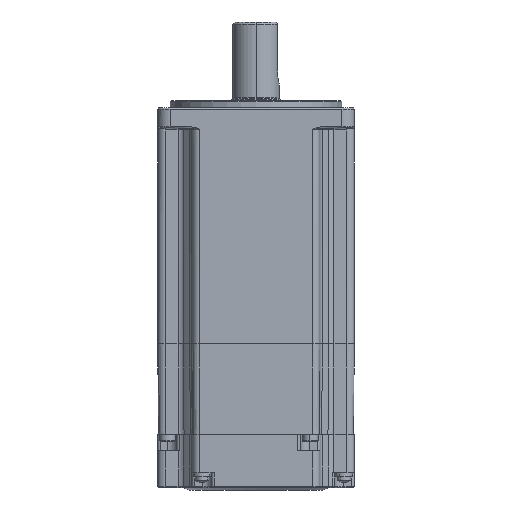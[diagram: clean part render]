
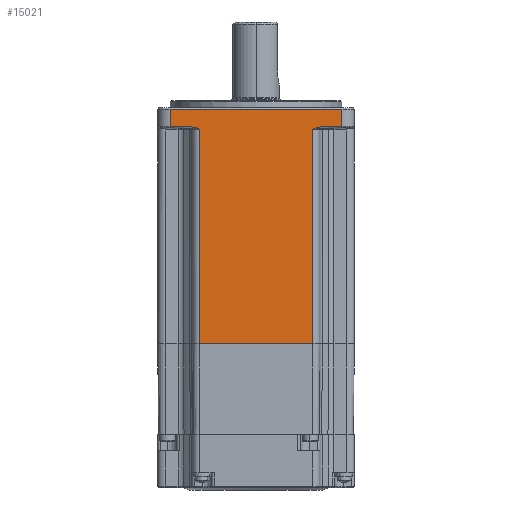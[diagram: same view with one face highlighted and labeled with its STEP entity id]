
A CAD part, front view. The second image highlights one B-rep face of the part: STEP entity #15021.
In plain terms, the highlighted planar face has unit normal (0, -1, 0).
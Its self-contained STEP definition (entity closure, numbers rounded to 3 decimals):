
#702 = LINE ( 'NONE', #12994, #12024 ) ;
#1079 = DIRECTION ( 'NONE',  ( 0., 0., 1. ) ) ;
#1184 = DIRECTION ( 'NONE',  ( 1., 0., -0.017 ) ) ;
#1437 = CARTESIAN_POINT ( 'NONE',  ( -35., -40., 7.5 ) ) ;
#1784 = ORIENTED_EDGE ( 'NONE', *, *, #23256, .T. ) ;
#2017 = CARTESIAN_POINT ( 'NONE',  ( 24.985, -40., 0.201 ) ) ;
#2088 = CARTESIAN_POINT ( 'NONE',  ( -35., -40., 7.5 ) ) ;
#2564 = DIRECTION ( 'NONE',  ( -1., 0., 0. ) ) ;
#2626 = VECTOR ( 'NONE', #2564, 1000. ) ;
#4691 = CARTESIAN_POINT ( 'NONE',  ( 24.346, -40., -0.012 ) ) ;
#4804 = CARTESIAN_POINT ( 'NONE',  ( 35., -40., 8. ) ) ;
#5010 = VERTEX_POINT ( 'NONE', #24941 ) ;
#5106 = CARTESIAN_POINT ( 'NONE',  ( 0., -40., 8. ) ) ;
#5336 = VERTEX_POINT ( 'NONE', #28009 ) ;
#6853 = VECTOR ( 'NONE', #19263, 1000. ) ;
#6875 = AXIS2_PLACEMENT_3D ( 'NONE', #5106, #11475, #10692 ) ;
#7170 = DIRECTION ( 'NONE',  ( 0., 0., -1. ) ) ;
#7292 = CARTESIAN_POINT ( 'NONE',  ( -25.432, -40., 0.246 ) ) ;
#7675 = CARTESIAN_POINT ( 'NONE',  ( -24.985, -40., 0.201 ) ) ;
#7868 = ORIENTED_EDGE ( 'NONE', *, *, #18500, .T. ) ;
#8935 = VERTEX_POINT ( 'NONE', #29341 ) ;
#9069 = CARTESIAN_POINT ( 'NONE',  ( -35., -40., 0.413 ) ) ;
#9455 = LINE ( 'NONE', #27336, #27609 ) ;
#9914 = LINE ( 'NONE', #30101, #31598 ) ;
#10184 = CARTESIAN_POINT ( 'NONE',  ( -24.554, -40., 0.075 ) ) ;
#10212 = VERTEX_POINT ( 'NONE', #20175 ) ;
#10526 = EDGE_CURVE ( 'NONE', #5010, #26323, #30107, .T. ) ;
#10692 = DIRECTION ( 'NONE',  ( 0., 0., 1. ) ) ;
#10853 = LINE ( 'NONE', #34886, #2626 ) ;
#10862 = VECTOR ( 'NONE', #13927, 1000. ) ;
#11475 = DIRECTION ( 'NONE',  ( 0., 1., 0. ) ) ;
#12024 = VECTOR ( 'NONE', #1079, 1000. ) ;
#12126 = VECTOR ( 'NONE', #21482, 1000. ) ;
#12186 = ORIENTED_EDGE ( 'NONE', *, *, #19204, .T. ) ;
#12335 = CARTESIAN_POINT ( 'NONE',  ( -23., -40., -88. ) ) ;
#12994 = CARTESIAN_POINT ( 'NONE',  ( 23., -40., 8. ) ) ;
#13131 = LINE ( 'NONE', #30630, #25665 ) ;
#13737 = CARTESIAN_POINT ( 'NONE',  ( 35., -40., 0.413 ) ) ;
#13747 = CARTESIAN_POINT ( 'NONE',  ( 25.205, -40., 0.242 ) ) ;
#13856 = LINE ( 'NONE', #4804, #6853 ) ;
#13898 = ORIENTED_EDGE ( 'NONE', *, *, #37516, .T. ) ;
#13927 = DIRECTION ( 'NONE',  ( 0., 0., -1. ) ) ;
#14734 = B_SPLINE_CURVE_WITH_KNOTS ( 'NONE', 3,
 ( #7292, #15969, #7675, #10184, #21940, #36907, #22133, #30942 ),
 .UNSPECIFIED., .F., .F.,
 ( 4, 2, 2, 4 ),
 ( 0., 0.001, 0.001, 0.003 ),
 .UNSPECIFIED. ) ;
#14881 = EDGE_CURVE ( 'NONE', #15731, #5010, #13856, .T. ) ;
#15021 = ADVANCED_FACE ( 'NONE', ( #22455 ), #31279, .F. ) ;
#15633 = EDGE_CURVE ( 'NONE', #5336, #24704, #10853, .T. ) ;
#15731 = VERTEX_POINT ( 'NONE', #13737 ) ;
#15969 = CARTESIAN_POINT ( 'NONE',  ( -25.205, -40., 0.242 ) ) ;
#16388 = ORIENTED_EDGE ( 'NONE', *, *, #35129, .T. ) ;
#16794 = ORIENTED_EDGE ( 'NONE', *, *, #21508, .T. ) ;
#16869 = ORIENTED_EDGE ( 'NONE', *, *, #28155, .T. ) ;
#17742 = VERTEX_POINT ( 'NONE', #36548 ) ;
#18500 = EDGE_CURVE ( 'NONE', #5336, #8935, #702, .T. ) ;
#18579 = DIRECTION ( 'NONE',  ( 1., 0., 0.017 ) ) ;
#19159 = B_SPLINE_CURVE_WITH_KNOTS ( 'NONE', 3,
 ( #25136, #31044, #28392, #4691, #19544, #2017, #13747, #25506 ),
 .UNSPECIFIED., .F., .F.,
 ( 4, 2, 2, 4 ),
 ( 0., 0.001, 0.002, 0.003 ),
 .UNSPECIFIED. ) ;
#19204 = EDGE_CURVE ( 'NONE', #10212, #17742, #14734, .T. ) ;
#19263 = DIRECTION ( 'NONE',  ( 0., 0., 1. ) ) ;
#19544 = CARTESIAN_POINT ( 'NONE',  ( 24.554, -40., 0.075 ) ) ;
#20175 = CARTESIAN_POINT ( 'NONE',  ( -25.432, -40., 0.246 ) ) ;
#21482 = DIRECTION ( 'NONE',  ( -1., 0., 0. ) ) ;
#21508 = EDGE_CURVE ( 'NONE', #26323, #29461, #13131, .T. ) ;
#21940 = CARTESIAN_POINT ( 'NONE',  ( -24.346, -40., -0.012 ) ) ;
#22133 = CARTESIAN_POINT ( 'NONE',  ( -23.374, -40., -0.551 ) ) ;
#22417 = LINE ( 'NONE', #28185, #10862 ) ;
#22455 = FACE_OUTER_BOUND ( 'NONE', #27859, .T. ) ;
#23256 = EDGE_CURVE ( 'NONE', #29461, #10212, #9455, .T. ) ;
#24704 = VERTEX_POINT ( 'NONE', #12335 ) ;
#24941 = CARTESIAN_POINT ( 'NONE',  ( 35., -40., 7.5 ) ) ;
#25136 = CARTESIAN_POINT ( 'NONE',  ( 23., -40., -0.797 ) ) ;
#25506 = CARTESIAN_POINT ( 'NONE',  ( 25.432, -40., 0.246 ) ) ;
#25665 = VECTOR ( 'NONE', #7170, 1000. ) ;
#26323 = VERTEX_POINT ( 'NONE', #2088 ) ;
#27336 = CARTESIAN_POINT ( 'NONE',  ( -0.143, -40., -0.196 ) ) ;
#27609 = VECTOR ( 'NONE', #1184, 1000. ) ;
#27859 = EDGE_LOOP ( 'NONE', ( #33210, #30694, #16794, #1784, #12186, #16388, #37660, #7868, #13898, #16869 ) ) ;
#28009 = CARTESIAN_POINT ( 'NONE',  ( 23., -40., -88. ) ) ;
#28155 = EDGE_CURVE ( 'NONE', #28951, #15731, #9914, .T. ) ;
#28185 = CARTESIAN_POINT ( 'NONE',  ( -23., -40., 8. ) ) ;
#28392 = CARTESIAN_POINT ( 'NONE',  ( 23.746, -40., -0.306 ) ) ;
#28951 = VERTEX_POINT ( 'NONE', #31699 ) ;
#29341 = CARTESIAN_POINT ( 'NONE',  ( 23., -40., -0.797 ) ) ;
#29461 = VERTEX_POINT ( 'NONE', #9069 ) ;
#30101 = CARTESIAN_POINT ( 'NONE',  ( 0.143, -40., -0.196 ) ) ;
#30107 = LINE ( 'NONE', #1437, #12126 ) ;
#30630 = CARTESIAN_POINT ( 'NONE',  ( -35., -40., 8. ) ) ;
#30694 = ORIENTED_EDGE ( 'NONE', *, *, #10526, .T. ) ;
#30942 = CARTESIAN_POINT ( 'NONE',  ( -23., -40., -0.797 ) ) ;
#31044 = CARTESIAN_POINT ( 'NONE',  ( 23.372, -40., -0.552 ) ) ;
#31279 = PLANE ( 'NONE',  #6875 ) ;
#31598 = VECTOR ( 'NONE', #18579, 1000. ) ;
#31699 = CARTESIAN_POINT ( 'NONE',  ( 25.432, -40., 0.246 ) ) ;
#33210 = ORIENTED_EDGE ( 'NONE', *, *, #14881, .T. ) ;
#34886 = CARTESIAN_POINT ( 'NONE',  ( -26., -40., -88. ) ) ;
#35129 = EDGE_CURVE ( 'NONE', #17742, #24704, #22417, .T. ) ;
#36548 = CARTESIAN_POINT ( 'NONE',  ( -23., -40., -0.797 ) ) ;
#36907 = CARTESIAN_POINT ( 'NONE',  ( -23.746, -40., -0.306 ) ) ;
#37516 = EDGE_CURVE ( 'NONE', #8935, #28951, #19159, .T. ) ;
#37660 = ORIENTED_EDGE ( 'NONE', *, *, #15633, .F. ) ;
